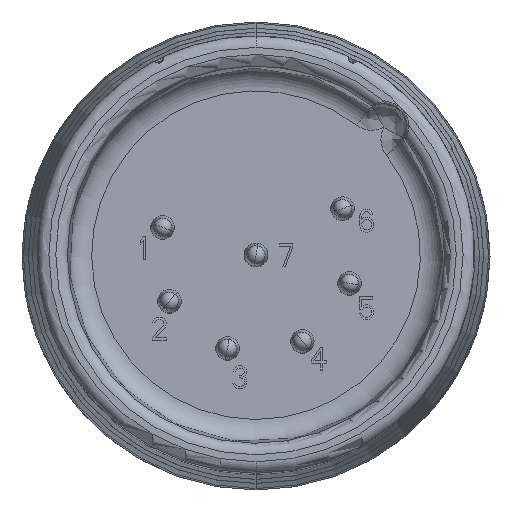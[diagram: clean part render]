
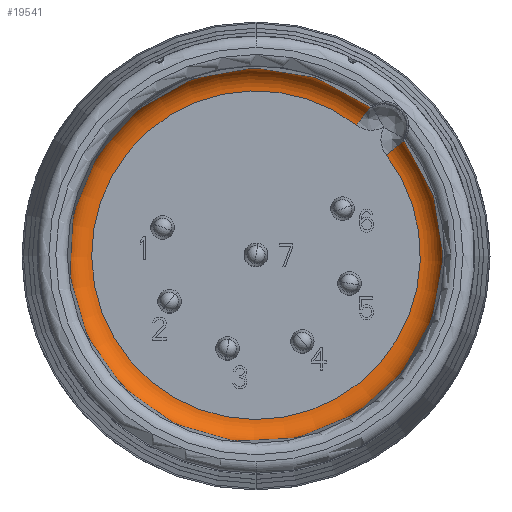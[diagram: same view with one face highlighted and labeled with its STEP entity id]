
A CAD part, top view. The second image highlights one B-rep face of the part: STEP entity #19541.
In plain terms, the highlighted toroidal (fillet/blend) face has major radius 7.139 mm and minor radius 0.99 mm.
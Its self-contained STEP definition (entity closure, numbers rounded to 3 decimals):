
#3999=CARTESIAN_POINT('',(0.,0.,0.985));
#4000=DIRECTION('',(0.,0.,1.));
#4001=DIRECTION('',(0.611,0.792,0.));
#4002=AXIS2_PLACEMENT_3D('',#3999,#4000,#4001);
#4004=CARTESIAN_POINT('',(4.964,6.438,0.985));
#4005=CARTESIAN_POINT('',(4.964,6.437,0.899));
#4006=CARTESIAN_POINT('',(4.949,6.419,0.727));
#4007=CARTESIAN_POINT('',(4.888,6.339,0.486));
#4008=CARTESIAN_POINT('',(4.791,6.213,0.28));
#4009=CARTESIAN_POINT('',(4.664,6.049,0.122));
#4010=CARTESIAN_POINT('',(4.517,5.858,0.023));
#4011=CARTESIAN_POINT('',(4.412,5.722,0.));
#4012=CARTESIAN_POINT('',(4.359,5.654,0.));
#4014=CARTESIAN_POINT('',(0.,0.,0.));
#4015=DIRECTION('',(0.,0.,1.));
#4016=DIRECTION('',(0.611,0.792,0.));
#4017=AXIS2_PLACEMENT_3D('',#4014,#4015,#4016);
#4019=CARTESIAN_POINT('',(5.654,4.359,0.99));
#4020=DIRECTION('',(0.611,-0.792,0.));
#4021=DIRECTION('',(0.,0.,-1.));
#4022=AXIS2_PLACEMENT_3D('',#4019,#4020,#4021);
#14780=CARTESIAN_POINT('',(4.964,6.438,
0.985));
#14781=CARTESIAN_POINT('',(6.438,4.964,
0.985));
#14782=VERTEX_POINT('',#14780);
#14783=VERTEX_POINT('',#14781);
#14784=CARTESIAN_POINT('',(4.359,5.654,0.));
#14785=CARTESIAN_POINT('',(5.654,4.359,0.));
#14786=VERTEX_POINT('',#14784);
#14787=VERTEX_POINT('',#14785);
#19527=CARTESIAN_POINT('',(0.,0.,0.99));
#19528=DIRECTION('',(0.,0.,-1.));
#19529=DIRECTION('',(0.705,0.709,0.));
#19530=AXIS2_PLACEMENT_3D('',#19527,#19528,#19529);
#19531=TOROIDAL_SURFACE('',#19530,7.139,0.99);
#19533=ORIENTED_EDGE('',*,*,#19532,.F.);
#19535=ORIENTED_EDGE('',*,*,#19534,.T.);
#19536=ORIENTED_EDGE('',*,*,#18998,.T.);
#19538=ORIENTED_EDGE('',*,*,#19537,.T.);
#19539=EDGE_LOOP('',(#19533,#19535,#19536,#19538));
#19540=FACE_OUTER_BOUND('',#19539,.F.);
#4003=CIRCLE('',#4002,8.129);
#4013=B_SPLINE_CURVE_WITH_KNOTS('',3,(#4004,#4005,#4006,#4007,#4008,#4009,#4010,
#4011,#4012),.UNSPECIFIED.,.F.,.F.,(4,1,1,1,1,1,4),(0.,0.167,
0.333,0.5,0.667,0.833,1.),
.UNSPECIFIED.);
#4018=CIRCLE('',#4017,7.139);
#4023=CIRCLE('',#4022,0.99);
#18998=EDGE_CURVE('',#14786,#14787,#4018,.T.);
#19532=EDGE_CURVE('',#14782,#14783,#4003,.T.);
#19534=EDGE_CURVE('',#14782,#14786,#4013,.T.);
#19537=EDGE_CURVE('',#14787,#14783,#4023,.T.);
#19541=ADVANCED_FACE('',(#19540),#19531,.F.);
